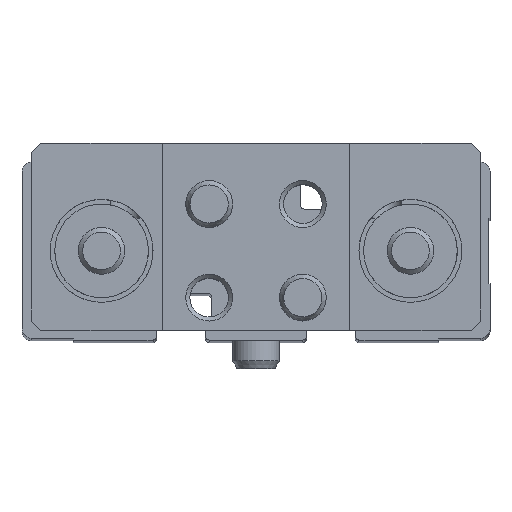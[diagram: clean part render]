
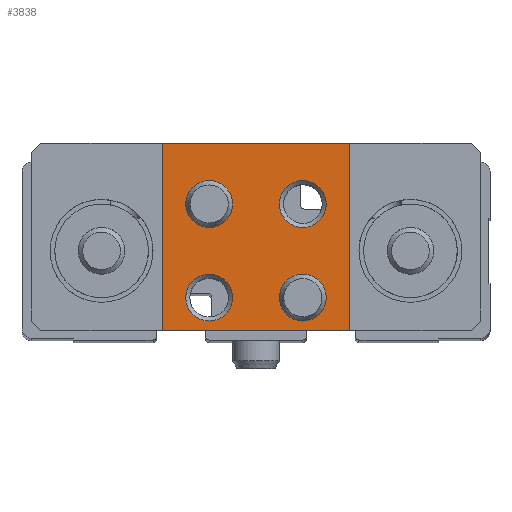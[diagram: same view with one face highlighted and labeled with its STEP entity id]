
A CAD part, top view. The second image highlights one B-rep face of the part: STEP entity #3838.
In plain terms, the highlighted planar face has unit normal (0, 0, 1).
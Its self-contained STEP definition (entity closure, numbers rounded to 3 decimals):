
#131=PLANE('',#4298);
#426=CIRCLE('',#4299,2.5);
#427=CIRCLE('',#4300,2.5);
#428=CIRCLE('',#4301,2.5);
#429=CIRCLE('',#4302,2.5);
#1182=ORIENTED_EDGE('',*,*,#1868,.T.);
#1183=ORIENTED_EDGE('',*,*,#1869,.T.);
#1184=ORIENTED_EDGE('',*,*,#1870,.T.);
#1185=ORIENTED_EDGE('',*,*,#1871,.T.);
#1186=ORIENTED_EDGE('',*,*,#1859,.T.);
#1187=ORIENTED_EDGE('',*,*,#1872,.T.);
#1188=ORIENTED_EDGE('',*,*,#1851,.T.);
#1189=ORIENTED_EDGE('',*,*,#1873,.T.);
#1851=EDGE_CURVE('',#2259,#2266,#2555,.T.);
#1859=EDGE_CURVE('',#2275,#2274,#2563,.T.);
#1868=EDGE_CURVE('',#2283,#2283,#426,.T.);
#1869=EDGE_CURVE('',#2284,#2284,#427,.T.);
#1870=EDGE_CURVE('',#2285,#2285,#428,.T.);
#1871=EDGE_CURVE('',#2286,#2286,#429,.T.);
#1872=EDGE_CURVE('',#2274,#2259,#2572,.T.);
#1873=EDGE_CURVE('',#2266,#2275,#2573,.T.);
#2259=VERTEX_POINT('',#6531);
#2266=VERTEX_POINT('',#6544);
#2274=VERTEX_POINT('',#6562);
#2275=VERTEX_POINT('',#6564);
#2283=VERTEX_POINT('',#6583);
#2284=VERTEX_POINT('',#6585);
#2285=VERTEX_POINT('',#6587);
#2286=VERTEX_POINT('',#6589);
#2555=LINE('',#6545,#2800);
#2563=LINE('',#6563,#2808);
#2572=LINE('',#6590,#2817);
#2573=LINE('',#6591,#2818);
#2800=VECTOR('',#5257,1000.);
#2808=VECTOR('',#5269,1000.);
#2817=VECTOR('',#5290,1000.);
#2818=VECTOR('',#5291,1000.);
#3069=EDGE_LOOP('',(#1182));
#3070=EDGE_LOOP('',(#1183));
#3071=EDGE_LOOP('',(#1184));
#3072=EDGE_LOOP('',(#1185));
#3073=EDGE_LOOP('',(#1186,#1187,#1188,#1189));
#3450=FACE_BOUND('',#3069,.T.);
#3451=FACE_BOUND('',#3070,.T.);
#3452=FACE_BOUND('',#3071,.T.);
#3453=FACE_BOUND('',#3072,.T.);
#3454=FACE_BOUND('',#3073,.T.);
#3838=ADVANCED_FACE('',(#3450,#3451,#3452,#3453,#3454),#131,.T.);
#4298=AXIS2_PLACEMENT_3D('',#6581,#5280,#5281);
#4299=AXIS2_PLACEMENT_3D('',#6582,#5282,#5283);
#4300=AXIS2_PLACEMENT_3D('',#6584,#5284,#5285);
#4301=AXIS2_PLACEMENT_3D('',#6586,#5286,#5287);
#4302=AXIS2_PLACEMENT_3D('',#6588,#5288,#5289);
#5257=DIRECTION('',(-1.,0.,0.));
#5269=DIRECTION('',(1.,0.,0.));
#5280=DIRECTION('',(0.,0.,1.));
#5281=DIRECTION('',(1.,0.,0.));
#5282=DIRECTION('',(0.,0.,-1.));
#5283=DIRECTION('',(-1.,0.,0.));
#5284=DIRECTION('',(0.,0.,-1.));
#5285=DIRECTION('',(-1.,0.,0.));
#5286=DIRECTION('',(0.,0.,-1.));
#5287=DIRECTION('',(-1.,0.,0.));
#5288=DIRECTION('',(0.,0.,-1.));
#5289=DIRECTION('',(-1.,0.,0.));
#5290=DIRECTION('',(0.,1.,0.));
#5291=DIRECTION('',(0.,-1.,0.));
#6531=CARTESIAN_POINT('',(10.,11.5,18.));
#6544=CARTESIAN_POINT('',(-10.,11.5,18.));
#6545=CARTESIAN_POINT('',(24.,11.5,18.));
#6562=CARTESIAN_POINT('',(10.,-8.5,18.));
#6563=CARTESIAN_POINT('',(-24.,-8.5,18.));
#6564=CARTESIAN_POINT('',(-10.,-8.5,18.));
#6581=CARTESIAN_POINT('',(0.,0.,18.));
#6582=CARTESIAN_POINT('',(-5.,-5.,18.));
#6583=CARTESIAN_POINT('',(-7.5,-5.,18.));
#6584=CARTESIAN_POINT('',(-5.,5.,18.));
#6585=CARTESIAN_POINT('',(-7.5,5.,18.));
#6586=CARTESIAN_POINT('',(5.,-5.,18.));
#6587=CARTESIAN_POINT('',(2.5,-5.,18.));
#6588=CARTESIAN_POINT('',(5.,5.,18.));
#6589=CARTESIAN_POINT('',(2.5,5.,18.));
#6590=CARTESIAN_POINT('',(10.,0.,18.));
#6591=CARTESIAN_POINT('',(-10.,0.,18.));
